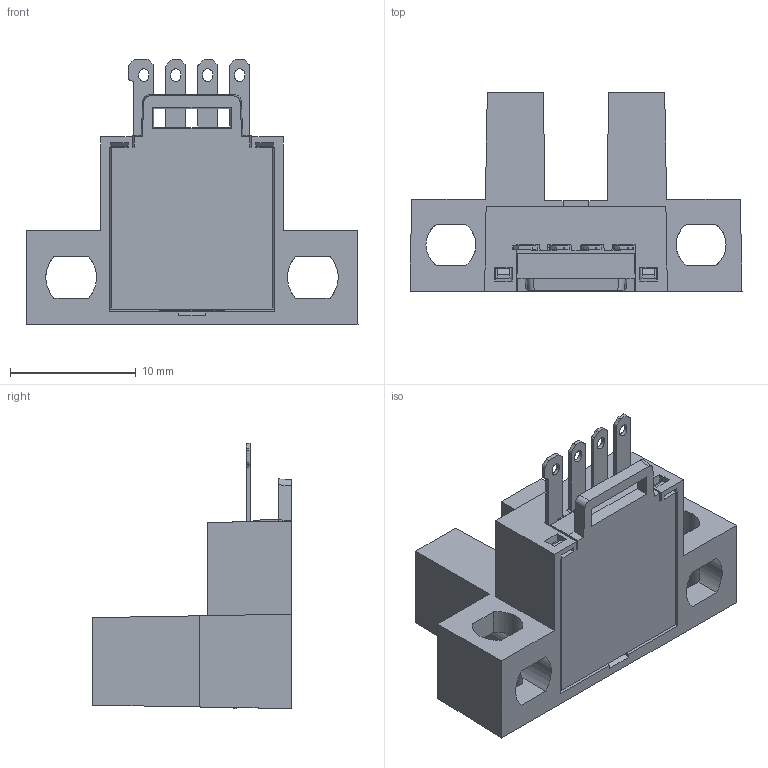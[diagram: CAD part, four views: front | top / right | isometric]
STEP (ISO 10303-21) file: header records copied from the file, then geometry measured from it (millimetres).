
FILE_DESCRIPTION (( 'STEP AP214' ), '1' );
FILE_NAME ('PXSLSL-305NA-E_3D.STEP', '2022-10-27T17:56:42', ( '' ), ( '' ), 'SwSTEP 2.0', 'SolidWorks 2022', '' );
FILE_SCHEMA (( 'AUTOMOTIVE_DESIGN' ));
Length unit declared in the file: inch
Products named in the file (1): PXSLSL-305NA-E_3D
Bounding box: 26.41 x 15.8 x 21.14 mm (x, y, z)
Volume: 2384.9 mm3; surface area: 2388.7 mm2
Topology: 1 solids, 1 shells, 383 faces, 1161 edges, 763 vertices
Faces by surface type: plane 316, cylinder 67
Entity records: 13063 total; most frequent: CARTESIAN_POINT 2694, ORIENTED_EDGE 2322, DIRECTION 1919, EDGE_CURVE 1161, LINE 939, VECTOR 939, VERTEX_POINT 763, AXIS2_PLACEMENT_3D 490
